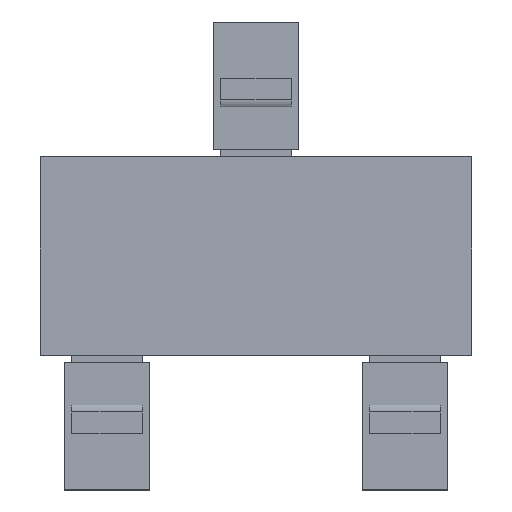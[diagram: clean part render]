
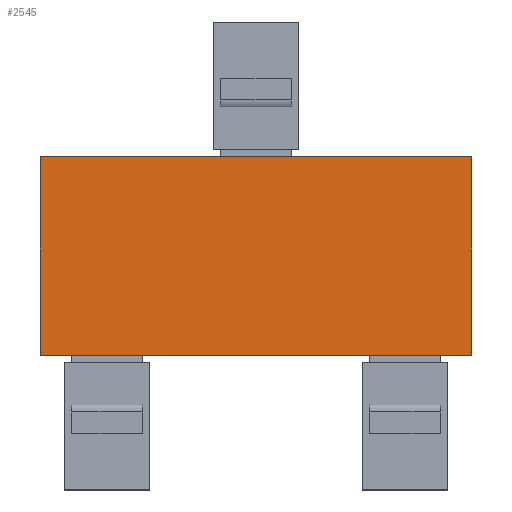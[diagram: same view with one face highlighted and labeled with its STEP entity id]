
A CAD part, top view. The second image highlights one B-rep face of the part: STEP entity #2545.
In plain terms, the highlighted planar face has unit normal (0, 0, 1).
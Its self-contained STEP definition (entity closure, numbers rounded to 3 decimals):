
#2448=CARTESIAN_POINT('',(1.52,0.7,-0.9));
#2449=VERTEX_POINT('',#2448);
#2450=CARTESIAN_POINT('',(1.52,-0.7,-0.9));
#2451=VERTEX_POINT('',#2450);
#2452=CARTESIAN_POINT('',(-1.52,0.7,-0.9));
#2453=VERTEX_POINT('',#2452);
#2454=CARTESIAN_POINT('',(-1.52,-0.7,-0.9));
#2455=VERTEX_POINT('',#2454);
#2468=DIRECTION('',(-3.04,0.,0.));
#2469=VECTOR('',#2468,1.);
#2470=LINE('',#2448,#2469);
#2471=DIRECTION('',(-3.04,0.,0.));
#2472=VECTOR('',#2471,1.);
#2473=LINE('',#2450,#2472);
#2486=DIRECTION('',(0.,-1.4,0.));
#2487=VECTOR('',#2486,1.);
#2488=LINE('',#2448,#2487);
#2489=DIRECTION('',(0.,-1.4,0.));
#2490=VECTOR('',#2489,1.);
#2491=LINE('',#2452,#2490);
#2510=EDGE_CURVE('',#2449,#2453,#2470,.T.);
#2511=ORIENTED_EDGE('',*,*,#2510,.T.);
#2513=EDGE_CURVE('',#2451,#2455,#2473,.T.);
#2515=ORIENTED_EDGE('',*,*,#2513,.F.);
#2516=EDGE_CURVE('',#2449,#2451,#2488,.T.);
#2518=ORIENTED_EDGE('',*,*,#2516,.F.);
#2525=EDGE_CURVE('',#2453,#2455,#2491,.T.);
#2526=ORIENTED_EDGE('',*,*,#2525,.T.);
#2540=EDGE_LOOP('',(#2518,#2511,#2526,#2515));
#2541=FACE_OUTER_BOUND('',#2540,.T.);
#2542=DIRECTION('',(0.,0.,1.));
#2543=AXIS2_PLACEMENT_3D('',#2448,#2542,$);
#2544=PLANE('',#2543);
#2545=ADVANCED_FACE('',(#2541),#2544,.T.);
